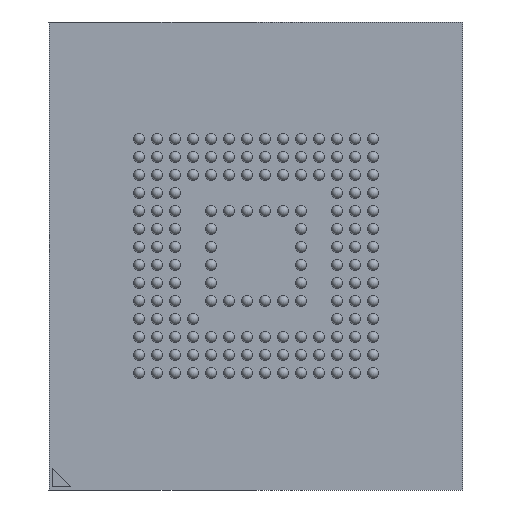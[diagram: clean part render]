
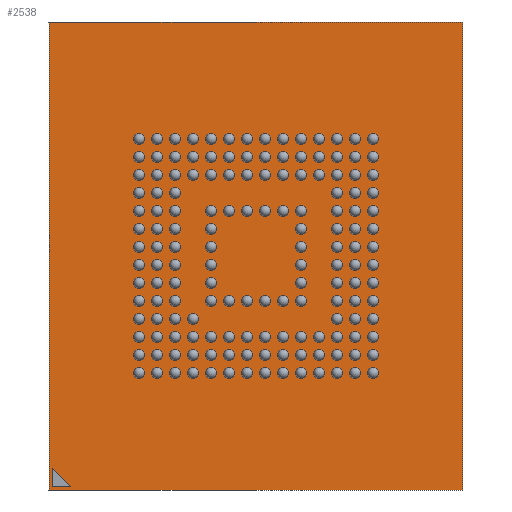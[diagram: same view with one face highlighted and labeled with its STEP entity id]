
A CAD part, front view. The second image highlights one B-rep face of the part: STEP entity #2538.
In plain terms, the highlighted planar face has unit normal (0, -1, 0).
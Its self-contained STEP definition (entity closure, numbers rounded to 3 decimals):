
#98 = CARTESIAN_POINT ( 'NONE',  ( -5.75, 0.15, -6.5 ) ) ;
#220 = CARTESIAN_POINT ( 'NONE',  ( 5.75, 0.15, 6.5 ) ) ;
#277 = CARTESIAN_POINT ( 'NONE',  ( -5.65, 0.15, -5.9 ) ) ;
#282 = VECTOR ( 'NONE', #6580, 1000. ) ;
#334 = VERTEX_POINT ( 'NONE', #6748 ) ;
#342 = VERTEX_POINT ( 'NONE', #98 ) ;
#351 = EDGE_CURVE ( 'NONE', #690, #6227, #2837, .T. ) ;
#478 = VECTOR ( 'NONE', #2239, 1000. ) ;
#508 = CARTESIAN_POINT ( 'NONE',  ( -5.75, 0.15, 6.5 ) ) ;
#526 = ORIENTED_EDGE ( 'NONE', *, *, #1712, .T. ) ;
#612 = CARTESIAN_POINT ( 'NONE',  ( -5.65, 0.15, -6.4 ) ) ;
#615 = VECTOR ( 'NONE', #2543, 1000. ) ;
#622 = CARTESIAN_POINT ( 'NONE',  ( -5.65, 0.15, -6.4 ) ) ;
#653 = VECTOR ( 'NONE', #1515, 1000. ) ;
#690 = VERTEX_POINT ( 'NONE', #5799 ) ;
#1006 = EDGE_CURVE ( 'NONE', #334, #7012, #7026, .T. ) ;
#1116 = EDGE_CURVE ( 'NONE', #4187, #342, #2999, .T. ) ;
#1376 = CARTESIAN_POINT ( 'NONE',  ( -5.65, 0.15, -5.9 ) ) ;
#1486 = CARTESIAN_POINT ( 'NONE',  ( -5.75, 0.15, 6.5 ) ) ;
#1515 = DIRECTION ( 'NONE',  ( 1., 0., 0. ) ) ;
#1712 = EDGE_CURVE ( 'NONE', #7012, #4187, #5104, .T. ) ;
#2239 = DIRECTION ( 'NONE',  ( -0.707, 0., 0.707 ) ) ;
#2392 = ORIENTED_EDGE ( 'NONE', *, *, #351, .F. ) ;
#2466 = VECTOR ( 'NONE', #4455, 1000. ) ;
#2538 = ADVANCED_FACE ( 'NONE', ( #4524, #4666 ), #2850, .F. ) ;
#2543 = DIRECTION ( 'NONE',  ( 0., 0., -1. ) ) ;
#2837 = LINE ( 'NONE', #3981, #478 ) ;
#2850 = PLANE ( 'NONE',  #3224 ) ;
#2959 = ORIENTED_EDGE ( 'NONE', *, *, #5226, .F. ) ;
#2999 = LINE ( 'NONE', #1486, #282 ) ;
#3162 = LINE ( 'NONE', #6576, #653 ) ;
#3224 = AXIS2_PLACEMENT_3D ( 'NONE', #6339, #5345, #3638 ) ;
#3638 = DIRECTION ( 'NONE',  ( 0., 0., 1. ) ) ;
#3822 = CARTESIAN_POINT ( 'NONE',  ( 5.75, 0.15, 6.5 ) ) ;
#3886 = VERTEX_POINT ( 'NONE', #612 ) ;
#3981 = CARTESIAN_POINT ( 'NONE',  ( -5.15, 0.15, -6.4 ) ) ;
#4187 = VERTEX_POINT ( 'NONE', #4426 ) ;
#4223 = DIRECTION ( 'NONE',  ( 0., 0., 1. ) ) ;
#4245 = LINE ( 'NONE', #277, #615 ) ;
#4426 = CARTESIAN_POINT ( 'NONE',  ( -5.75, 0.15, 6.5 ) ) ;
#4455 = DIRECTION ( 'NONE',  ( -1., 0., 0. ) ) ;
#4524 = FACE_BOUND ( 'NONE', #5192, .T. ) ;
#4666 = FACE_OUTER_BOUND ( 'NONE', #4871, .T. ) ;
#4871 = EDGE_LOOP ( 'NONE', ( #5349, #526, #6993, #5637 ) ) ;
#5104 = LINE ( 'NONE', #508, #2466 ) ;
#5192 = EDGE_LOOP ( 'NONE', ( #2959, #2392, #6025 ) ) ;
#5226 = EDGE_CURVE ( 'NONE', #6227, #3886, #4245, .T. ) ;
#5345 = DIRECTION ( 'NONE',  ( 0., 1., 0. ) ) ;
#5349 = ORIENTED_EDGE ( 'NONE', *, *, #1006, .T. ) ;
#5406 = LINE ( 'NONE', #622, #5451 ) ;
#5451 = VECTOR ( 'NONE', #6240, 1000. ) ;
#5637 = ORIENTED_EDGE ( 'NONE', *, *, #7150, .T. ) ;
#5799 = CARTESIAN_POINT ( 'NONE',  ( -5.15, 0.15, -6.4 ) ) ;
#6025 = ORIENTED_EDGE ( 'NONE', *, *, #6537, .F. ) ;
#6227 = VERTEX_POINT ( 'NONE', #1376 ) ;
#6240 = DIRECTION ( 'NONE',  ( 1., 0., 0. ) ) ;
#6263 = VECTOR ( 'NONE', #4223, 1000. ) ;
#6339 = CARTESIAN_POINT ( 'NONE',  ( 0., 0.15, 0. ) ) ;
#6537 = EDGE_CURVE ( 'NONE', #3886, #690, #5406, .T. ) ;
#6576 = CARTESIAN_POINT ( 'NONE',  ( -5.75, 0.15, -6.5 ) ) ;
#6580 = DIRECTION ( 'NONE',  ( 0., 0., -1. ) ) ;
#6748 = CARTESIAN_POINT ( 'NONE',  ( 5.75, 0.15, -6.5 ) ) ;
#6993 = ORIENTED_EDGE ( 'NONE', *, *, #1116, .T. ) ;
#7012 = VERTEX_POINT ( 'NONE', #3822 ) ;
#7026 = LINE ( 'NONE', #220, #6263 ) ;
#7150 = EDGE_CURVE ( 'NONE', #342, #334, #3162, .T. ) ;
